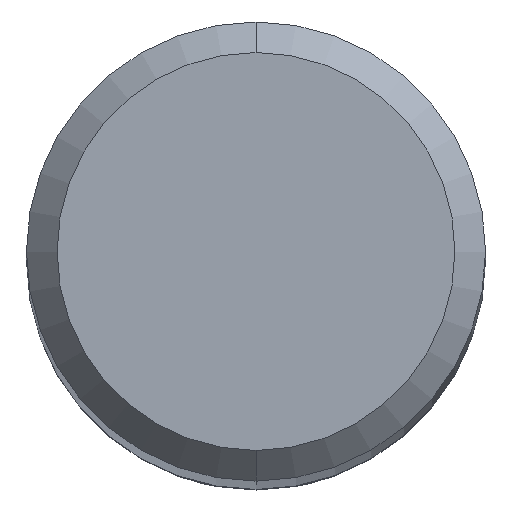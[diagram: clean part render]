
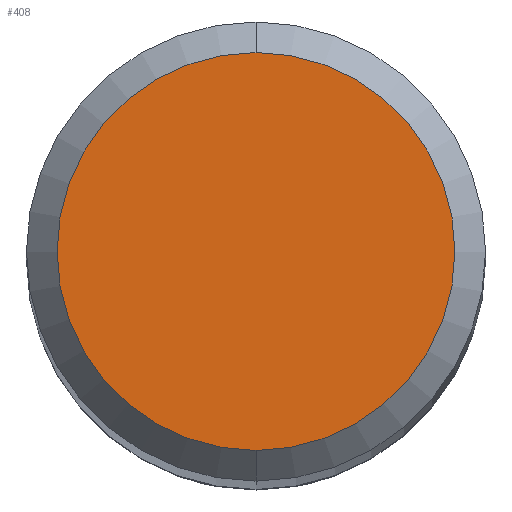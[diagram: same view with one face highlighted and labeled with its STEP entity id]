
A CAD part, top view. The second image highlights one B-rep face of the part: STEP entity #408.
In plain terms, the highlighted planar face has unit normal (0, 0, 1).
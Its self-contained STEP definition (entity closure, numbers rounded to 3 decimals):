
#322=VERTEX_POINT('',#658);
#328=VERTEX_POINT('',#665);
#396=EDGE_CURVE('',#322,#328,#736,.T.);
#408=ADVANCED_FACE('',(#750),#751,.T.);
#420=EDGE_CURVE('',#328,#322,#767,.T.);
#658=CARTESIAN_POINT('',(0.0,2.6,0.0));
#665=CARTESIAN_POINT('',(0.,-2.6,0.0));
#736=CIRCLE('',#1333,2.6);
#750=FACE_OUTER_BOUND('',#1352,.T.);
#751=PLANE('',#1353);
#767=CIRCLE('',#1373,2.6);
#1333=AXIS2_PLACEMENT_3D('',#1756,#1757,#1758);
#1352=EDGE_LOOP('',(#1781,#1782));
#1353=AXIS2_PLACEMENT_3D('',#1783,#1784,#1785);
#1373=AXIS2_PLACEMENT_3D('',#1806,#1807,#1808);
#1756=CARTESIAN_POINT('',(0.0,0.0,0.0));
#1757=DIRECTION('',(0.0,0.0,-1.0));
#1758=DIRECTION('',(0.0,1.0,0.0));
#1781=ORIENTED_EDGE('',*,*,#396,.F.);
#1782=ORIENTED_EDGE('',*,*,#420,.F.);
#1783=CARTESIAN_POINT('',(0.0,1.3,0.0));
#1784=DIRECTION('',(-0.0,0.0,1.0));
#1785=DIRECTION('',(0.0,-1.0,0.0));
#1806=CARTESIAN_POINT('',(0.0,0.0,0.0));
#1807=DIRECTION('',(0.0,0.0,-1.0));
#1808=DIRECTION('',(0.0,1.0,0.0));
